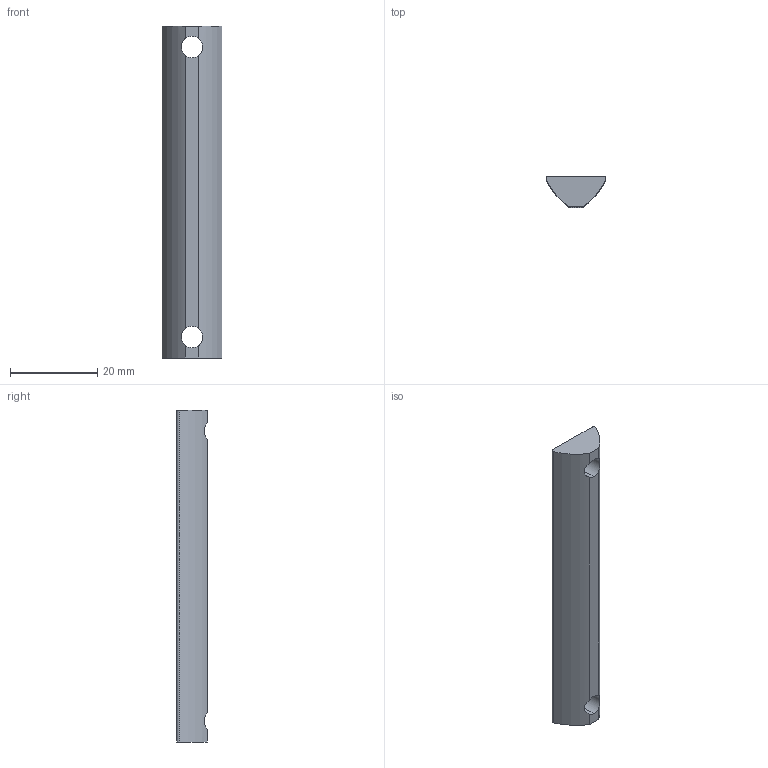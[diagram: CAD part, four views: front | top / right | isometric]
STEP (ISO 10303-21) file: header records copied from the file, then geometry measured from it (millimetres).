
FILE_DESCRIPTION (( 'STEP AP214' ), '1' );
FILE_NAME ('FIXE08E1248-Ecrou 8 St double M6-76 E=66.4mm.step', '2023-03-24T10:02:41', ( 'Altae' ), ( '' ), 'SwSTEP 2.0', 'SolidWorks 2021', '' );
FILE_SCHEMA (( 'AUTOMOTIVE_DESIGN' ));
Length unit declared in the file: millimetre
Products named in the file (1): FIXE08E1248-Ecrou 8 St double M6-76 E=66.4mm
Bounding box: 13.7 x 7 x 76 mm (x, y, z)
Volume: 4918.4 mm3; surface area: 2878.4 mm2
Topology: 1 solids, 1 shells, 14 faces, 42 edges, 28 vertices
Faces by surface type: cylinder 8, plane 6
Entity records: 588 total; most frequent: CARTESIAN_POINT 153, DIRECTION 88, ORIENTED_EDGE 84, EDGE_CURVE 42, AXIS2_PLACEMENT_3D 35, VERTEX_POINT 28, CIRCLE 20, VECTOR 18
